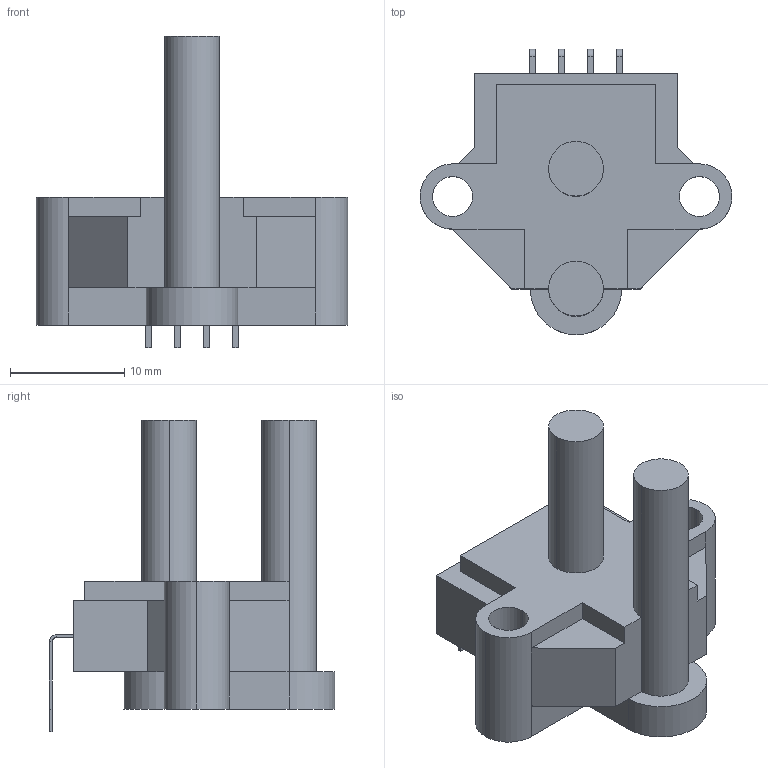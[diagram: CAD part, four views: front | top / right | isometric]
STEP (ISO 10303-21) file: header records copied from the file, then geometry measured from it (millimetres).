
FILE_DESCRIPTION (( 'STEP AP214' ), '1' );
FILE_NAME ('Honeywell_SIP_NB.STEP', '2020-06-11T10:20:50', ( '' ), ( '' ), 'SwSTEP 2.0', 'SolidWorks 2018', '' );
FILE_SCHEMA (( 'AUTOMOTIVE_DESIGN' ));
Length unit declared in the file: millimetre
Products named in the file (1): Honeywell_SIP_NB
Bounding box: 27.31 x 25 x 27.3 mm (x, y, z)
Volume: 4003.4 mm3; surface area: 2425.7 mm2
Topology: 1 solids, 1 shells, 114 faces, 263 edges, 156 vertices
Faces by surface type: plane 93, cylinder 21
Entity records: 3167 total; most frequent: DIRECTION 535, CARTESIAN_POINT 534, ORIENTED_EDGE 526, EDGE_CURVE 263, VECTOR 221, LINE 221, AXIS2_PLACEMENT_3D 157, VERTEX_POINT 156
